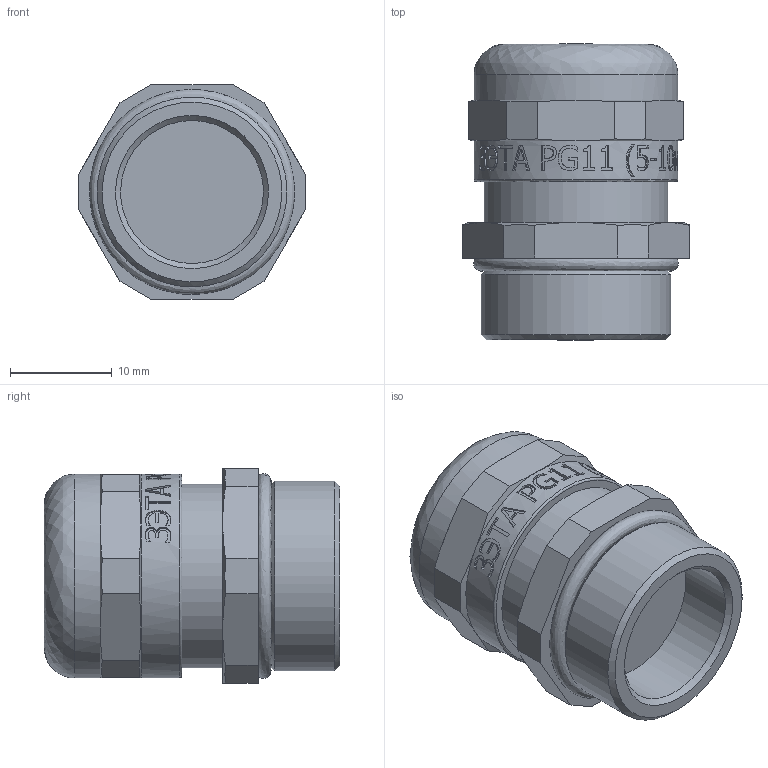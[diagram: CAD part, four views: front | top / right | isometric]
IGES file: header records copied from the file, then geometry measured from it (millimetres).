
Global section: file name: 3 КВ-PG11 (5-10мм); native system: Autodesk Inventor 2015; preprocessor: unknown; author: zeta-23; date: 20161011.211832; units: millimetre
Bounding box: 22.25 x 29 x 21 mm (x, y, z)
Volume: 7725.1 mm3; surface area: 2942.2 mm2
Topology: 1 solids, 1 shells, 295 faces, 806 edges, 536 vertices
Faces by surface type: bspline 295
